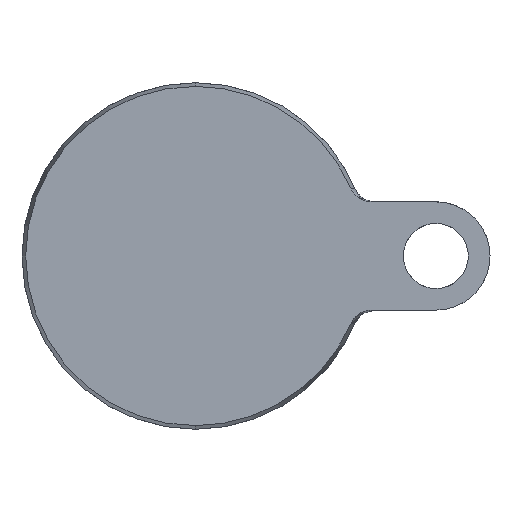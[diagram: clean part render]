
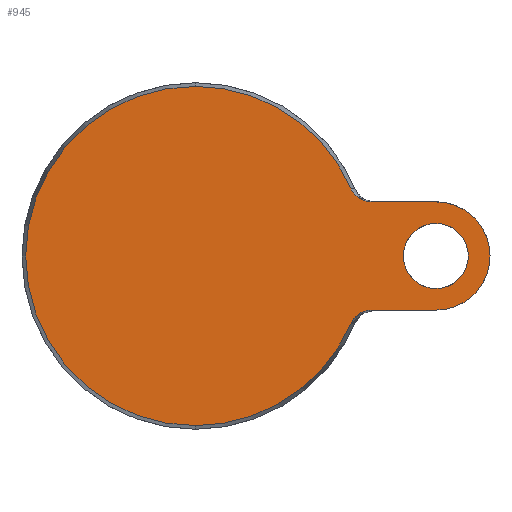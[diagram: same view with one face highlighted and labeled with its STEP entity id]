
A CAD part, front view. The second image highlights one B-rep face of the part: STEP entity #945.
In plain terms, the highlighted planar face has unit normal (0, -1, 0).
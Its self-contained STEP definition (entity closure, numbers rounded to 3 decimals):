
#11 = VERTEX_POINT ( 'NONE', #1295 ) ;
#25 = CARTESIAN_POINT ( 'NONE',  ( 37.397, 0., -13.606 ) ) ;
#29 = CARTESIAN_POINT ( 'NONE',  ( 36.388, 0., 14.659 ) ) ;
#46 = CARTESIAN_POINT ( 'NONE',  ( 40.085, 0., -12.5 ) ) ;
#83 = AXIS2_PLACEMENT_3D ( 'NONE', #673, #204, #642 ) ;
#113 = CARTESIAN_POINT ( 'NONE',  ( -39.143, 0., 0. ) ) ;
#114 = ORIENTED_EDGE ( 'NONE', *, *, #1031, .F. ) ;
#118 = CARTESIAN_POINT ( 'NONE',  ( 40.579, 0., 12.5 ) ) ;
#119 = ORIENTED_EDGE ( 'NONE', *, *, #1044, .T. ) ;
#120 = CARTESIAN_POINT ( 'NONE',  ( 55.5, 0., 12.5 ) ) ;
#136 = CARTESIAN_POINT ( 'NONE',  ( 35.928, 0., -15.535 ) ) ;
#139 = VERTEX_POINT ( 'NONE', #1222 ) ;
#165 = CARTESIAN_POINT ( 'NONE',  ( 39.592, 0., -12.572 ) ) ;
#169 = CARTESIAN_POINT ( 'NONE',  ( 39.603, 0., 12.57 ) ) ;
#204 = DIRECTION ( 'NONE',  ( 0., 1., 0. ) ) ;
#218 = ORIENTED_EDGE ( 'NONE', *, *, #1443, .T. ) ;
#264 = DIRECTION ( 'NONE',  ( 0., -1., 0. ) ) ;
#284 = CARTESIAN_POINT ( 'NONE',  ( 37.032, 0., 13.927 ) ) ;
#287 = DIRECTION ( 'NONE',  ( 0., 0., -1. ) ) ;
#293 = CARTESIAN_POINT ( 'NONE',  ( 40.579, 0., -12.5 ) ) ;
#362 = CARTESIAN_POINT ( 'NONE',  ( 55.5, 0., -12.5 ) ) ;
#377 = EDGE_CURVE ( 'NONE', #691, #958, #1202, .T. ) ;
#380 = CARTESIAN_POINT ( 'NONE',  ( 38.221, 0., 13.07 ) ) ;
#394 = AXIS2_PLACEMENT_3D ( 'NONE', #789, #1136, #1381 ) ;
#449 = CARTESIAN_POINT ( 'NONE',  ( 37.591, 0., -13.458 ) ) ;
#457 = DIRECTION ( 'NONE',  ( 0., 1., 0. ) ) ;
#474 = CARTESIAN_POINT ( 'NONE',  ( 35.928, 0., 15.535 ) ) ;
#477 = DIRECTION ( 'NONE',  ( -1., 0., 0. ) ) ;
#480 = CARTESIAN_POINT ( 'NONE',  ( 0., 0., 0. ) ) ;
#484 = CARTESIAN_POINT ( 'NONE',  ( 38.218, 0., -13.072 ) ) ;
#516 = CARTESIAN_POINT ( 'NONE',  ( 35.928, 0., -15.535 ) ) ;
#523 = EDGE_LOOP ( 'NONE', ( #881, #1418 ) ) ;
#572 = FACE_OUTER_BOUND ( 'NONE', #980, .T. ) ;
#584 = CIRCLE ( 'NONE', #628, 39.143 ) ;
#589 = CARTESIAN_POINT ( 'NONE',  ( 36.124, 0., -15.081 ) ) ;
#594 = ORIENTED_EDGE ( 'NONE', *, *, #377, .F. ) ;
#604 = AXIS2_PLACEMENT_3D ( 'NONE', #623, #1052, #1321 ) ;
#607 = AXIS2_PLACEMENT_3D ( 'NONE', #1012, #1152, #1388 ) ;
#612 = VERTEX_POINT ( 'NONE', #474 ) ;
#623 = CARTESIAN_POINT ( 'NONE',  ( 0., 0., 0. ) ) ;
#628 = AXIS2_PLACEMENT_3D ( 'NONE', #936, #264, #287 ) ;
#642 = DIRECTION ( 'NONE',  ( 0., 0., 1. ) ) ;
#668 = ORIENTED_EDGE ( 'NONE', *, *, #1074, .T. ) ;
#672 = ORIENTED_EDGE ( 'NONE', *, *, #1091, .T. ) ;
#673 = CARTESIAN_POINT ( 'NONE',  ( 55.5, 0., 0. ) ) ;
#684 = EDGE_CURVE ( 'NONE', #11, #1282, #1260, .T. ) ;
#691 = VERTEX_POINT ( 'NONE', #933 ) ;
#707 = ORIENTED_EDGE ( 'NONE', *, *, #684, .T. ) ;
#708 = CIRCLE ( 'NONE', #607, 7.5 ) ;
#712 = CARTESIAN_POINT ( 'NONE',  ( 36.857, 0., -14.106 ) ) ;
#727 = CARTESIAN_POINT ( 'NONE',  ( 15., 0., 12.5 ) ) ;
#736 = CARTESIAN_POINT ( 'NONE',  ( 35.928, 0., 15.535 ) ) ;
#789 = CARTESIAN_POINT ( 'NONE',  ( 55.5, 0., 0. ) ) ;
#791 = CARTESIAN_POINT ( 'NONE',  ( 38., 0., -13.192 ) ) ;
#836 = CARTESIAN_POINT ( 'NONE',  ( 37.4, 0., 13.603 ) ) ;
#863 = VERTEX_POINT ( 'NONE', #1461 ) ;
#869 = VECTOR ( 'NONE', #477, 1000. ) ;
#881 = ORIENTED_EDGE ( 'NONE', *, *, #897, .T. ) ;
#897 = EDGE_CURVE ( 'NONE', #863, #1351, #1425, .T. ) ;
#902 = CARTESIAN_POINT ( 'NONE',  ( 40.579, 0., -12.5 ) ) ;
#906 = CARTESIAN_POINT ( 'NONE',  ( 55.5, 0., 7.5 ) ) ;
#908 = DIRECTION ( 'NONE',  ( 0., 0., 1. ) ) ;
#923 = VERTEX_POINT ( 'NONE', #902 ) ;
#924 = LINE ( 'NONE', #1390, #869 ) ;
#933 = CARTESIAN_POINT ( 'NONE',  ( 40.579, 0., 12.5 ) ) ;
#935 = VERTEX_POINT ( 'NONE', #362 ) ;
#936 = CARTESIAN_POINT ( 'NONE',  ( 0., 0., 0. ) ) ;
#941 = CARTESIAN_POINT ( 'NONE',  ( 38.665, 0., 12.866 ) ) ;
#945 = ADVANCED_FACE ( 'NONE', ( #572, #1283 ), #1155, .F. ) ;
#958 = VERTEX_POINT ( 'NONE', #120 ) ;
#964 = B_SPLINE_CURVE_WITH_KNOTS ( 'NONE', 3,
 ( #136, #589, #1045, #712, #1481, #25, #449, #791, #484, #1296, #1316, #165, #46, #293 ),
 .UNSPECIFIED., .F., .F.,
 ( 4, 2, 2, 2, 2, 2, 4 ),
 ( 0., 0.001, 0.002, 0.003, 0.004, 0.004, 0.006 ),
 .UNSPECIFIED. ) ;
#980 = EDGE_LOOP ( 'NONE', ( #594, #218, #672, #668, #707, #119, #114, #1389 ) ) ;
#1012 = CARTESIAN_POINT ( 'NONE',  ( 55.5, 0., 0. ) ) ;
#1019 = B_SPLINE_CURVE_WITH_KNOTS ( 'NONE', 3,
 ( #118, #1299, #169, #1409, #941, #380, #1402, #1415, #836, #284, #1057, #29, #1075, #736 ),
 .UNSPECIFIED., .F., .F.,
 ( 4, 2, 2, 2, 2, 2, 4 ),
 ( 0., 0.001, 0.002, 0.003, 0.004, 0.004, 0.006 ),
 .UNSPECIFIED. ) ;
#1031 = EDGE_CURVE ( 'NONE', #935, #923, #924, .T. ) ;
#1044 = EDGE_CURVE ( 'NONE', #1282, #923, #964, .T. ) ;
#1045 = CARTESIAN_POINT ( 'NONE',  ( 36.381, 0., -14.668 ) ) ;
#1052 = DIRECTION ( 'NONE',  ( 0., -1., 0. ) ) ;
#1057 = CARTESIAN_POINT ( 'NONE',  ( 36.861, 0., 14.101 ) ) ;
#1074 = EDGE_CURVE ( 'NONE', #139, #11, #1261, .T. ) ;
#1075 = CARTESIAN_POINT ( 'NONE',  ( 36.124, 0., 15.081 ) ) ;
#1091 = EDGE_CURVE ( 'NONE', #612, #139, #584, .T. ) ;
#1136 = DIRECTION ( 'NONE',  ( 0., 1., 0. ) ) ;
#1152 = DIRECTION ( 'NONE',  ( 0., 1., 0. ) ) ;
#1155 = PLANE ( 'NONE',  #1162 ) ;
#1162 = AXIS2_PLACEMENT_3D ( 'NONE', #113, #457, #908 ) ;
#1202 = LINE ( 'NONE', #727, #1236 ) ;
#1222 = CARTESIAN_POINT ( 'NONE',  ( 0., 0., 39.143 ) ) ;
#1236 = VECTOR ( 'NONE', #1304, 1000. ) ;
#1260 = CIRCLE ( 'NONE', #1354, 39.143 ) ;
#1261 = CIRCLE ( 'NONE', #604, 39.143 ) ;
#1282 = VERTEX_POINT ( 'NONE', #516 ) ;
#1283 = FACE_BOUND ( 'NONE', #523, .T. ) ;
#1287 = DIRECTION ( 'NONE',  ( 0., 0., -1. ) ) ;
#1295 = CARTESIAN_POINT ( 'NONE',  ( 0., 0., -39.143 ) ) ;
#1296 = CARTESIAN_POINT ( 'NONE',  ( 38.663, 0., -12.866 ) ) ;
#1299 = CARTESIAN_POINT ( 'NONE',  ( 40.085, 0., 12.5 ) ) ;
#1304 = DIRECTION ( 'NONE',  ( 1., 0., 0. ) ) ;
#1316 = CARTESIAN_POINT ( 'NONE',  ( 38.891, 0., -12.781 ) ) ;
#1321 = DIRECTION ( 'NONE',  ( 0., 0., -1. ) ) ;
#1351 = VERTEX_POINT ( 'NONE', #906 ) ;
#1354 = AXIS2_PLACEMENT_3D ( 'NONE', #480, #1387, #1287 ) ;
#1381 = DIRECTION ( 'NONE',  ( 0., 0., -1. ) ) ;
#1387 = DIRECTION ( 'NONE',  ( 0., -1., 0. ) ) ;
#1388 = DIRECTION ( 'NONE',  ( 0., 0., 1. ) ) ;
#1389 = ORIENTED_EDGE ( 'NONE', *, *, #1408, .F. ) ;
#1390 = CARTESIAN_POINT ( 'NONE',  ( 15., 0., -12.5 ) ) ;
#1391 = EDGE_CURVE ( 'NONE', #1351, #863, #708, .T. ) ;
#1402 = CARTESIAN_POINT ( 'NONE',  ( 38.008, 0., 13.187 ) ) ;
#1408 = EDGE_CURVE ( 'NONE', #958, #935, #1455, .T. ) ;
#1409 = CARTESIAN_POINT ( 'NONE',  ( 38.897, 0., 12.778 ) ) ;
#1415 = CARTESIAN_POINT ( 'NONE',  ( 37.598, 0., 13.453 ) ) ;
#1418 = ORIENTED_EDGE ( 'NONE', *, *, #1391, .T. ) ;
#1425 = CIRCLE ( 'NONE', #83, 7.5 ) ;
#1443 = EDGE_CURVE ( 'NONE', #691, #612, #1019, .T. ) ;
#1455 = CIRCLE ( 'NONE', #394, 12.5 ) ;
#1461 = CARTESIAN_POINT ( 'NONE',  ( 55.5, 0., -7.5 ) ) ;
#1481 = CARTESIAN_POINT ( 'NONE',  ( 37.031, 0., -13.929 ) ) ;
